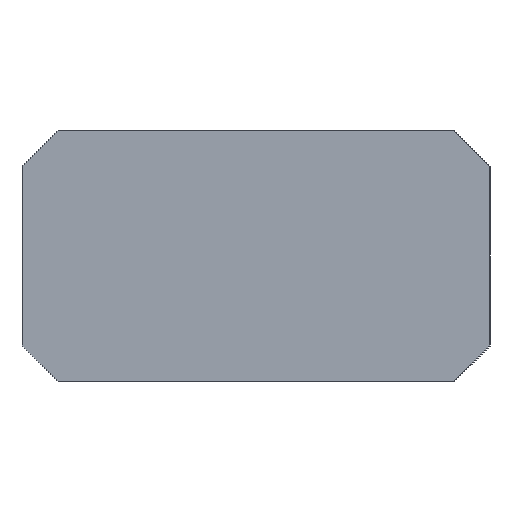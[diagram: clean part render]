
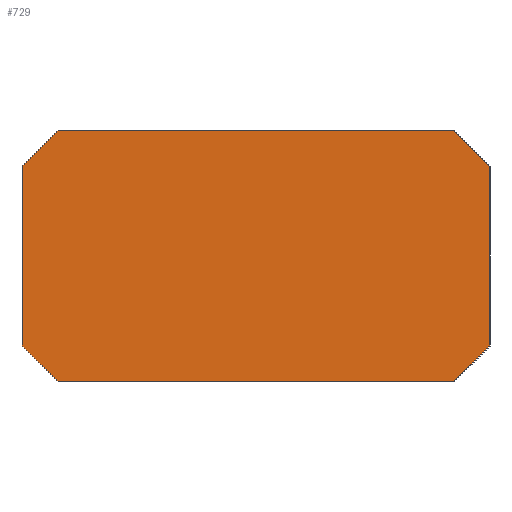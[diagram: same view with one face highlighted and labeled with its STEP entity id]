
A CAD part, left-side view. The second image highlights one B-rep face of the part: STEP entity #729.
In plain terms, the highlighted planar face has unit normal (-1, 0, 0).
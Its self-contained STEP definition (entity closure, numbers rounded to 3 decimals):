
#57=FACE_OUTER_BOUND('',#94,.T.);
#94=EDGE_LOOP('',(#650,#651,#652,#653,#654,#655,#656,#657));
#167=LINE('',#1104,#264);
#178=LINE('',#1180,#275);
#180=LINE('',#1184,#277);
#182=LINE('',#1188,#279);
#185=LINE('',#1194,#282);
#187=LINE('',#1198,#284);
#189=LINE('',#1202,#286);
#191=LINE('',#1205,#288);
#264=VECTOR('',#898,10.);
#275=VECTOR('',#927,10.);
#277=VECTOR('',#931,10.);
#279=VECTOR('',#935,10.);
#282=VECTOR('',#942,10.);
#284=VECTOR('',#946,10.);
#286=VECTOR('',#950,10.);
#288=VECTOR('',#954,10.);
#340=VERTEX_POINT('',#1101);
#341=VERTEX_POINT('',#1103);
#349=VERTEX_POINT('',#1179);
#350=VERTEX_POINT('',#1183);
#351=VERTEX_POINT('',#1187);
#352=VERTEX_POINT('',#1193);
#353=VERTEX_POINT('',#1197);
#354=VERTEX_POINT('',#1201);
#427=EDGE_CURVE('',#341,#340,#167,.T.);
#442=EDGE_CURVE('',#349,#341,#178,.T.);
#444=EDGE_CURVE('',#350,#349,#180,.T.);
#446=EDGE_CURVE('',#351,#350,#182,.T.);
#449=EDGE_CURVE('',#352,#351,#185,.T.);
#451=EDGE_CURVE('',#353,#352,#187,.T.);
#453=EDGE_CURVE('',#354,#353,#189,.T.);
#455=EDGE_CURVE('',#340,#354,#191,.T.);
#650=ORIENTED_EDGE('',*,*,#427,.T.);
#651=ORIENTED_EDGE('',*,*,#455,.T.);
#652=ORIENTED_EDGE('',*,*,#453,.T.);
#653=ORIENTED_EDGE('',*,*,#451,.T.);
#654=ORIENTED_EDGE('',*,*,#449,.T.);
#655=ORIENTED_EDGE('',*,*,#446,.T.);
#656=ORIENTED_EDGE('',*,*,#444,.T.);
#657=ORIENTED_EDGE('',*,*,#442,.T.);
#692=PLANE('',#781);
#729=ADVANCED_FACE('',(#57),#692,.T.);
#781=AXIS2_PLACEMENT_3D('',#1206,#955,#956);
#898=DIRECTION('',(0.,-1.,0.));
#927=DIRECTION('',(0.,-0.707,-0.707));
#931=DIRECTION('',(0.,0.,-1.));
#935=DIRECTION('',(0.,0.707,-0.707));
#942=DIRECTION('',(0.,1.,0.));
#946=DIRECTION('',(0.,0.707,0.707));
#950=DIRECTION('',(0.,0.,1.));
#954=DIRECTION('',(0.,-0.707,0.707));
#955=DIRECTION('center_axis',(-1.,0.,0.));
#956=DIRECTION('ref_axis',(0.,0.,1.));
#1101=CARTESIAN_POINT('',(-109.,-11.,-7.));
#1103=CARTESIAN_POINT('',(-109.,11.,-7.));
#1104=CARTESIAN_POINT('',(-109.,5.5,-7.));
#1179=CARTESIAN_POINT('',(-109.,13.,-5.));
#1180=CARTESIAN_POINT('',(-109.,11.,-7.));
#1183=CARTESIAN_POINT('',(-109.,13.,5.));
#1184=CARTESIAN_POINT('',(-109.,13.,2.5));
#1187=CARTESIAN_POINT('',(-109.,11.,7.));
#1188=CARTESIAN_POINT('',(-109.,10.,8.));
#1193=CARTESIAN_POINT('',(-109.,-11.,7.));
#1194=CARTESIAN_POINT('',(-109.,-5.5,7.));
#1197=CARTESIAN_POINT('',(-109.,-13.,5.));
#1198=CARTESIAN_POINT('',(-109.,-11.,7.));
#1201=CARTESIAN_POINT('',(-109.,-13.,-5.));
#1202=CARTESIAN_POINT('',(-109.,-13.,-2.5));
#1205=CARTESIAN_POINT('',(-109.,-10.,-8.));
#1206=CARTESIAN_POINT('Origin',(-109.,0.,0.));
